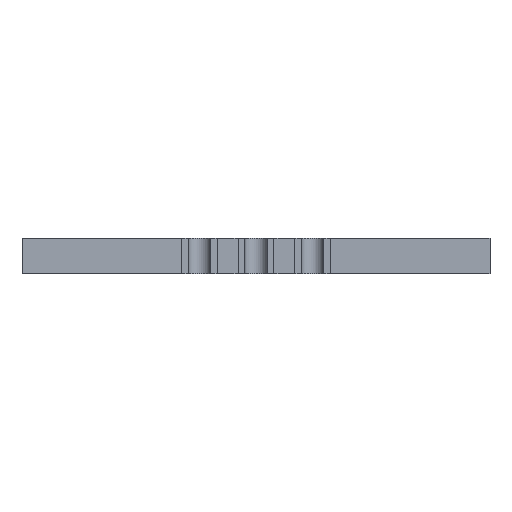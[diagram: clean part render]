
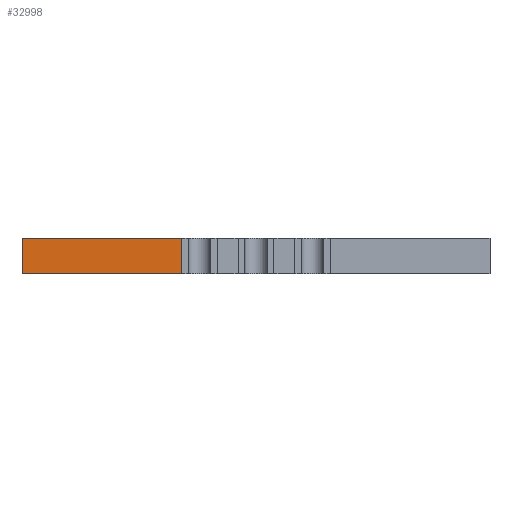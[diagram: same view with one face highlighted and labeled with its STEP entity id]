
A CAD part, front view. The second image highlights one B-rep face of the part: STEP entity #32998.
In plain terms, the highlighted planar face has unit normal (0, -1, 0).
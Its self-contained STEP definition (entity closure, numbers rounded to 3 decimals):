
#2949=LINE('',#42339,#5919);
#3110=LINE('',#42789,#6080);
#3111=LINE('',#42792,#6081);
#3112=LINE('',#42793,#6082);
#5919=VECTOR('',#36453,10.);
#6080=VECTOR('',#36776,10.);
#6081=VECTOR('',#36779,10.);
#6082=VECTOR('',#36780,10.);
#9110=FACE_OUTER_BOUND('',#11008,.T.);
#11008=EDGE_LOOP('',(#22233,#22234,#22235,#22236));
#13478=VERTEX_POINT('',#42336);
#13479=VERTEX_POINT('',#42338);
#13687=VERTEX_POINT('',#42787);
#13688=VERTEX_POINT('',#42791);
#16875=EDGE_CURVE('',#13478,#13479,#2949,.T.);
#17101=EDGE_CURVE('',#13478,#13687,#3110,.T.);
#17102=EDGE_CURVE('',#13688,#13687,#3111,.T.);
#17103=EDGE_CURVE('',#13688,#13479,#3112,.T.);
#22233=ORIENTED_EDGE('',*,*,#17101,.T.);
#22234=ORIENTED_EDGE('',*,*,#17102,.F.);
#22235=ORIENTED_EDGE('',*,*,#17103,.T.);
#22236=ORIENTED_EDGE('',*,*,#16875,.F.);
#32155=PLANE('',#35060);
#32998=ADVANCED_FACE('',(#9110),#32155,.F.);
#35060=AXIS2_PLACEMENT_3D('',#42790,#36777,#36778);
#36453=DIRECTION('',(-1.,0.,0.));
#36776=DIRECTION('',(0.,0.,1.));
#36777=DIRECTION('center_axis',(0.,1.,0.));
#36778=DIRECTION('ref_axis',(0.,0.,1.));
#36779=DIRECTION('',(1.,0.,0.));
#36780=DIRECTION('',(0.,0.,-1.));
#42336=CARTESIAN_POINT('',(-3.34,-51.,0.));
#42338=CARTESIAN_POINT('',(-10.5,-51.,0.));
#42339=CARTESIAN_POINT('',(0.,-51.,0.));
#42787=CARTESIAN_POINT('',(-3.34,-51.,1.6));
#42789=CARTESIAN_POINT('',(-3.34,-51.,0.8));
#42790=CARTESIAN_POINT('Origin',(0.,-51.,0.8));
#42791=CARTESIAN_POINT('',(-10.5,-51.,1.6));
#42792=CARTESIAN_POINT('',(0.,-51.,1.6));
#42793=CARTESIAN_POINT('',(-10.5,-51.,0.8));
